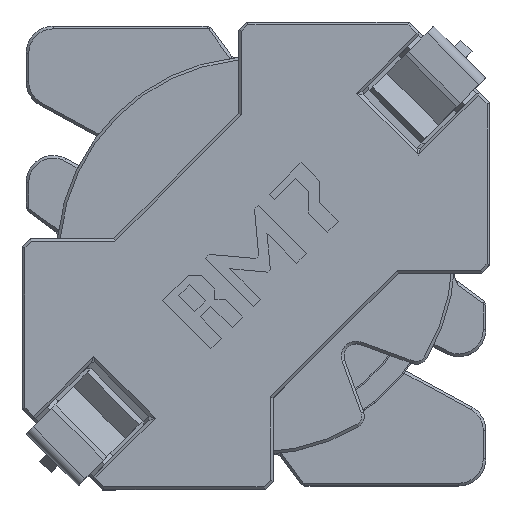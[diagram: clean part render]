
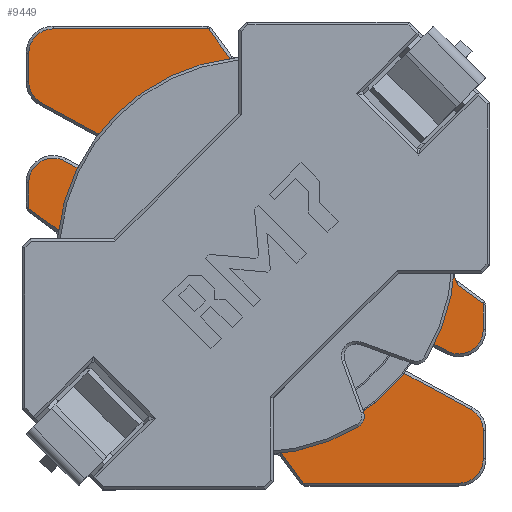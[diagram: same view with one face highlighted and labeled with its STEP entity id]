
A CAD part, top view. The second image highlights one B-rep face of the part: STEP entity #9449.
In plain terms, the highlighted planar face has unit normal (0, 0, 1).
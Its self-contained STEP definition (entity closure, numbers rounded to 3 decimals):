
#143=CIRCLE('',#9907,7.225);
#148=CIRCLE('',#9925,0.9);
#150=CIRCLE('',#9929,0.9);
#152=CIRCLE('',#9933,0.735);
#154=CIRCLE('',#9937,0.9);
#156=CIRCLE('',#9943,0.9);
#158=CIRCLE('',#9947,0.9);
#160=CIRCLE('',#9951,0.735);
#162=CIRCLE('',#9955,0.9);
#165=CIRCLE('',#9966,7.225);
#184=CIRCLE('',#10033,4.565);
#217=FACE_BOUND('',#1719,.T.);
#642=PLANE('',#10065);
#1164=FACE_OUTER_BOUND('',#1718,.T.);
#1718=EDGE_LOOP('',(#8344,#8345,#8346,#8347,#8348,#8349,#8350,#8351,#8352,
#8353,#8354,#8355,#8356,#8357,#8358,#8359,#8360,#8361,#8362,#8363,#8364,
#8365,#8366,#8367,#8368));
#1719=EDGE_LOOP('',(#8369));
#2632=LINE('',#15066,#3736);
#2634=LINE('',#15072,#3738);
#2652=LINE('',#15115,#3756);
#2656=LINE('',#15127,#3760);
#2660=LINE('',#15139,#3764);
#2664=LINE('',#15151,#3768);
#2668=LINE('',#15161,#3772);
#2672=LINE('',#15169,#3776);
#2676=LINE('',#15181,#3780);
#2680=LINE('',#15193,#3784);
#2684=LINE('',#15205,#3788);
#2688=LINE('',#15215,#3792);
#2694=LINE('',#15227,#3798);
#2698=LINE('',#15233,#3802);
#2741=LINE('',#15334,#3845);
#3736=VECTOR('',#11846,1.471);
#3738=VECTOR('',#11856,1.471);
#3756=VECTOR('',#11904,5.706);
#3760=VECTOR('',#11916,1.034);
#3764=VECTOR('',#11928,3.628);
#3768=VECTOR('',#11940,1.85);
#3772=VECTOR('',#11952,0.95);
#3776=VECTOR('',#11960,5.706);
#3780=VECTOR('',#11972,1.034);
#3784=VECTOR('',#11984,3.628);
#3788=VECTOR('',#11996,1.85);
#3792=VECTOR('',#12008,0.95);
#3798=VECTOR('',#12020,1.14);
#3802=VECTOR('',#12028,1.471);
#3845=VECTOR('',#12127,0.58);
#4534=VERTEX_POINT('',#14789);
#4542=VERTEX_POINT('',#14812);
#4548=VERTEX_POINT('',#14829);
#4553=VERTEX_POINT('',#14842);
#4575=VERTEX_POINT('',#14907);
#4580=VERTEX_POINT('',#14920);
#4588=VERTEX_POINT('',#14943);
#4608=VERTEX_POINT('',#15113);
#4610=VERTEX_POINT('',#15119);
#4612=VERTEX_POINT('',#15125);
#4614=VERTEX_POINT('',#15131);
#4616=VERTEX_POINT('',#15137);
#4618=VERTEX_POINT('',#15143);
#4620=VERTEX_POINT('',#15149);
#4622=VERTEX_POINT('',#15155);
#4624=VERTEX_POINT('',#15167);
#4626=VERTEX_POINT('',#15173);
#4628=VERTEX_POINT('',#15179);
#4630=VERTEX_POINT('',#15185);
#4632=VERTEX_POINT('',#15191);
#4634=VERTEX_POINT('',#15197);
#4636=VERTEX_POINT('',#15203);
#4638=VERTEX_POINT('',#15209);
#4641=VERTEX_POINT('',#15225);
#4642=VERTEX_POINT('',#15239);
#4691=VERTEX_POINT('',#15433);
#5709=EDGE_CURVE('',#4575,#4588,#2632,.T.);
#5712=EDGE_CURVE('',#4588,#4580,#143,.T.);
#5713=EDGE_CURVE('',#4580,#4553,#2634,.T.);
#5735=EDGE_CURVE('',#4608,#4575,#2652,.T.);
#5738=EDGE_CURVE('',#4610,#4608,#148,.T.);
#5741=EDGE_CURVE('',#4612,#4610,#2656,.T.);
#5744=EDGE_CURVE('',#4614,#4612,#150,.T.);
#5747=EDGE_CURVE('',#4616,#4614,#2660,.T.);
#5750=EDGE_CURVE('',#4618,#4616,#152,.T.);
#5753=EDGE_CURVE('',#4620,#4618,#2664,.T.);
#5756=EDGE_CURVE('',#4622,#4620,#154,.T.);
#5759=EDGE_CURVE('',#4548,#4622,#2668,.T.);
#5763=EDGE_CURVE('',#4624,#4542,#2672,.T.);
#5766=EDGE_CURVE('',#4626,#4624,#156,.T.);
#5769=EDGE_CURVE('',#4628,#4626,#2676,.T.);
#5772=EDGE_CURVE('',#4630,#4628,#158,.T.);
#5775=EDGE_CURVE('',#4632,#4630,#2680,.T.);
#5778=EDGE_CURVE('',#4634,#4632,#160,.T.);
#5781=EDGE_CURVE('',#4636,#4634,#2684,.T.);
#5784=EDGE_CURVE('',#4638,#4636,#162,.T.);
#5787=EDGE_CURVE('',#4553,#4638,#2688,.T.);
#5793=EDGE_CURVE('',#4641,#4548,#2694,.T.);
#5797=EDGE_CURVE('',#4542,#4534,#2698,.T.);
#5803=EDGE_CURVE('',#4534,#4642,#165,.T.);
#5846=EDGE_CURVE('',#4642,#4641,#2741,.T.);
#5894=EDGE_CURVE('',#4691,#4691,#184,.T.);
#8344=ORIENTED_EDGE('',*,*,#5846,.F.);
#8345=ORIENTED_EDGE('',*,*,#5803,.F.);
#8346=ORIENTED_EDGE('',*,*,#5797,.F.);
#8347=ORIENTED_EDGE('',*,*,#5763,.F.);
#8348=ORIENTED_EDGE('',*,*,#5766,.F.);
#8349=ORIENTED_EDGE('',*,*,#5769,.F.);
#8350=ORIENTED_EDGE('',*,*,#5772,.F.);
#8351=ORIENTED_EDGE('',*,*,#5775,.F.);
#8352=ORIENTED_EDGE('',*,*,#5778,.F.);
#8353=ORIENTED_EDGE('',*,*,#5781,.F.);
#8354=ORIENTED_EDGE('',*,*,#5784,.F.);
#8355=ORIENTED_EDGE('',*,*,#5787,.F.);
#8356=ORIENTED_EDGE('',*,*,#5713,.F.);
#8357=ORIENTED_EDGE('',*,*,#5712,.F.);
#8358=ORIENTED_EDGE('',*,*,#5709,.F.);
#8359=ORIENTED_EDGE('',*,*,#5735,.F.);
#8360=ORIENTED_EDGE('',*,*,#5738,.F.);
#8361=ORIENTED_EDGE('',*,*,#5741,.F.);
#8362=ORIENTED_EDGE('',*,*,#5744,.F.);
#8363=ORIENTED_EDGE('',*,*,#5747,.F.);
#8364=ORIENTED_EDGE('',*,*,#5750,.F.);
#8365=ORIENTED_EDGE('',*,*,#5753,.F.);
#8366=ORIENTED_EDGE('',*,*,#5756,.F.);
#8367=ORIENTED_EDGE('',*,*,#5759,.F.);
#8368=ORIENTED_EDGE('',*,*,#5793,.F.);
#8369=ORIENTED_EDGE('',*,*,#5894,.T.);
#9449=ADVANCED_FACE('',(#1164,#217),#642,.T.);
#9907=AXIS2_PLACEMENT_3D('',#15070,#11852,#11853);
#9925=AXIS2_PLACEMENT_3D('',#15121,#11909,#11910);
#9929=AXIS2_PLACEMENT_3D('',#15133,#11921,#11922);
#9933=AXIS2_PLACEMENT_3D('',#15145,#11933,#11934);
#9937=AXIS2_PLACEMENT_3D('',#15157,#11945,#11946);
#9943=AXIS2_PLACEMENT_3D('',#15175,#11965,#11966);
#9947=AXIS2_PLACEMENT_3D('',#15187,#11977,#11978);
#9951=AXIS2_PLACEMENT_3D('',#15199,#11989,#11990);
#9955=AXIS2_PLACEMENT_3D('',#15211,#12001,#12002);
#9966=AXIS2_PLACEMENT_3D('',#15245,#12038,#12039);
#10033=AXIS2_PLACEMENT_3D('',#15434,#12243,#12244);
#10065=AXIS2_PLACEMENT_3D('',#15521,#12346,#12347);
#11846=DIRECTION('',(-0.591,0.807,0.));
#11852=DIRECTION('center_axis',(0.,0.,-1.));
#11853=DIRECTION('ref_axis',(-0.993,0.114,0.));
#11856=DIRECTION('',(-0.807,0.591,0.));
#11904=DIRECTION('',(-1.,0.,0.));
#11909=DIRECTION('center_axis',(0.,0.,-1.));
#11910=DIRECTION('ref_axis',(0.,-1.,0.));
#11916=DIRECTION('',(0.,-1.,0.));
#11921=DIRECTION('center_axis',(0.,0.,-1.));
#11922=DIRECTION('ref_axis',(1.,0.,0.));
#11928=DIRECTION('',(0.879,-0.478,0.));
#11933=DIRECTION('center_axis',(0.,0.,1.));
#11934=DIRECTION('ref_axis',(-0.478,-0.879,0.));
#11940=DIRECTION('',(-0.879,0.478,0.));
#11945=DIRECTION('center_axis',(0.,0.,-1.));
#11946=DIRECTION('ref_axis',(-0.478,-0.879,0.));
#11952=DIRECTION('',(0.,-1.,0.));
#11960=DIRECTION('',(1.,0.,0.));
#11965=DIRECTION('center_axis',(0.,0.,-1.));
#11966=DIRECTION('ref_axis',(0.,1.,0.));
#11972=DIRECTION('',(0.,1.,0.));
#11977=DIRECTION('center_axis',(0.,0.,-1.));
#11978=DIRECTION('ref_axis',(-1.,0.,0.));
#11984=DIRECTION('',(-0.879,0.478,0.));
#11989=DIRECTION('center_axis',(0.,0.,1.));
#11990=DIRECTION('ref_axis',(0.478,0.879,0.));
#11996=DIRECTION('',(0.879,-0.478,0.));
#12001=DIRECTION('center_axis',(0.,0.,-1.));
#12002=DIRECTION('ref_axis',(0.478,0.879,0.));
#12008=DIRECTION('',(0.,1.,0.));
#12020=DIRECTION('',(0.807,-0.591,0.));
#12028=DIRECTION('',(0.591,-0.807,0.));
#12038=DIRECTION('center_axis',(0.,0.,-1.));
#12039=DIRECTION('ref_axis',(0.993,-0.114,0.));
#12127=DIRECTION('',(0.404,-0.915,0.));
#12243=DIRECTION('center_axis',(0.,0.,-1.));
#12244=DIRECTION('ref_axis',(1.,0.,0.));
#12346=DIRECTION('center_axis',(0.,0.,1.));
#12347=DIRECTION('ref_axis',(1.,0.,0.));
#14789=CARTESIAN_POINT('',(-0.884,7.171,3.375));
#14812=CARTESIAN_POINT('',(-1.753,8.358,3.375));
#14829=CARTESIAN_POINT('',(8.358,-1.753,3.375));
#14842=CARTESIAN_POINT('',(-8.358,1.753,3.375));
#14907=CARTESIAN_POINT('',(1.753,-8.358,3.375));
#14920=CARTESIAN_POINT('',(-7.171,0.884,3.375));
#14943=CARTESIAN_POINT('',(0.884,-7.171,3.375));
#15066=CARTESIAN_POINT('',(-2.999,-1.864,3.375));
#15070=CARTESIAN_POINT('Origin',(0.,0.,3.375));
#15072=CARTESIAN_POINT('',(-8.047,1.525,3.375));
#15113=CARTESIAN_POINT('',(7.458,-8.358,3.375));
#15115=CARTESIAN_POINT('',(-1.695,-8.358,3.375));
#15119=CARTESIAN_POINT('',(8.358,-7.458,3.375));
#15121=CARTESIAN_POINT('Origin',(7.458,-7.458,3.375));
#15125=CARTESIAN_POINT('',(8.358,-6.425,3.375));
#15127=CARTESIAN_POINT('',(8.358,-1.317,3.375));
#15131=CARTESIAN_POINT('',(7.888,-5.634,3.375));
#15133=CARTESIAN_POINT('Origin',(7.458,-6.425,3.375));
#15137=CARTESIAN_POINT('',(4.701,-3.901,3.375));
#15139=CARTESIAN_POINT('',(0.684,-1.718,3.375));
#15143=CARTESIAN_POINT('',(5.403,-2.61,3.375));
#15145=CARTESIAN_POINT('Origin',(5.052,-3.256,3.375));
#15149=CARTESIAN_POINT('',(7.028,-3.494,3.375));
#15151=CARTESIAN_POINT('',(-0.207,0.44,3.375));
#15155=CARTESIAN_POINT('',(8.358,-2.703,3.375));
#15157=CARTESIAN_POINT('Origin',(7.458,-2.703,3.375));
#15161=CARTESIAN_POINT('',(8.358,1.061,3.375));
#15167=CARTESIAN_POINT('',(-7.458,8.358,3.375));
#15169=CARTESIAN_POINT('',(-3.397,8.358,3.375));
#15173=CARTESIAN_POINT('',(-8.358,7.458,3.375));
#15175=CARTESIAN_POINT('Origin',(-7.458,7.458,3.375));
#15179=CARTESIAN_POINT('',(-8.358,6.425,3.375));
#15181=CARTESIAN_POINT('',(-8.358,6.141,3.375));
#15185=CARTESIAN_POINT('',(-7.888,5.634,3.375));
#15187=CARTESIAN_POINT('Origin',(-7.458,6.425,3.375));
#15191=CARTESIAN_POINT('',(-4.701,3.901,3.375));
#15193=CARTESIAN_POINT('',(-6.639,4.955,3.375));
#15197=CARTESIAN_POINT('',(-5.403,2.61,3.375));
#15199=CARTESIAN_POINT('Origin',(-5.052,3.256,3.375));
#15203=CARTESIAN_POINT('',(-7.028,3.494,3.375));
#15205=CARTESIAN_POINT('',(-5.747,2.797,3.375));
#15209=CARTESIAN_POINT('',(-8.358,2.703,3.375));
#15211=CARTESIAN_POINT('Origin',(-7.458,2.703,3.375));
#15215=CARTESIAN_POINT('',(-8.358,3.764,3.375));
#15225=CARTESIAN_POINT('',(7.438,-1.08,3.375));
#15227=CARTESIAN_POINT('',(2.432,2.584,3.375));
#15233=CARTESIAN_POINT('',(-1.076,7.433,3.375));
#15239=CARTESIAN_POINT('',(7.204,-0.549,3.375));
#15245=CARTESIAN_POINT('Origin',(0.,0.,3.375));
#15334=CARTESIAN_POINT('',(5.268,3.837,3.375));
#15433=CARTESIAN_POINT('',(-4.565,0.,3.375));
#15434=CARTESIAN_POINT('Origin',(0.,0.,3.375));
#15521=CARTESIAN_POINT('Origin',(-5.091,4.825,3.375));
